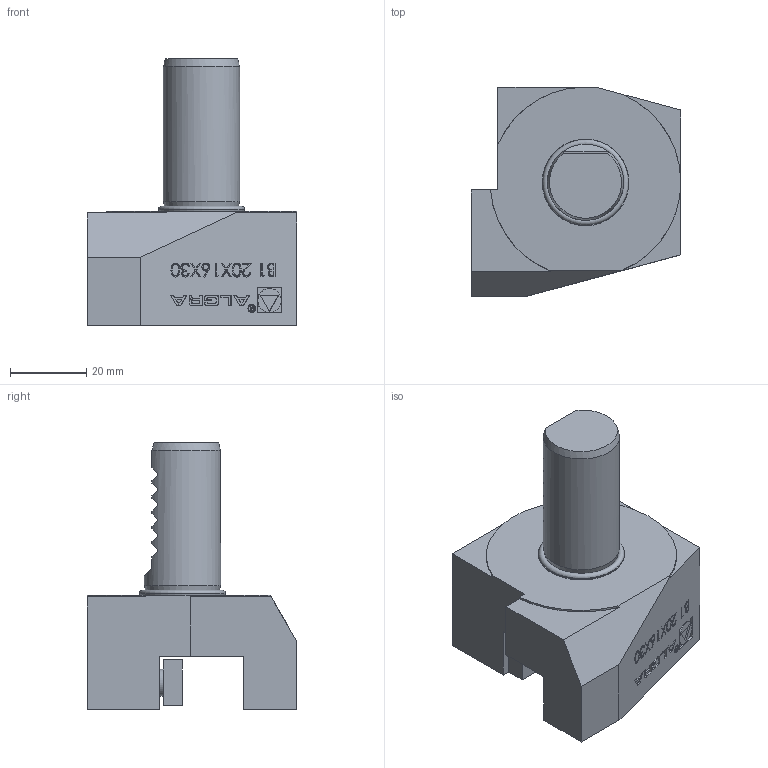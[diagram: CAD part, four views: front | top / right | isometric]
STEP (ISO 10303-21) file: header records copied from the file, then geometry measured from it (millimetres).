
FILE_DESCRIPTION (( 'STEP AP214' ), '1' );
FILE_NAME ('B120X16X30.STEP', '2025-07-28T08:51:51', ( '' ), ( '' ), 'SwSTEP 2.0', 'SolidWorks 2023', '' );
FILE_SCHEMA (( 'AUTOMOTIVE_DESIGN' ));
Length unit declared in the file: millimetre
Products named in the file (1): B120X16X30
Bounding box: 55 x 55 x 70 mm (x, y, z)
Volume: 73549 mm3; surface area: 16016.1 mm2
Topology: 1 solids, 1 shells, 316 faces, 833 edges, 554 vertices
Faces by surface type: plane 209, bspline 61, cylinder 40, torus 3, cone 3
Full cylindrical faces by diameter (mm): 1.7 x1, 2.1 x1, 4 x1, 6.366 x1, 7 x2, 20 x1, 22.717 x1
Entity records: 15926 total; most frequent: CARTESIAN_POINT 6015, ORIENTED_EDGE 1630, DIRECTION 1241, EDGE_CURVE 815, LINE 575, VECTOR 575, VERTEX_POINT 549, EDGE_LOOP 368
